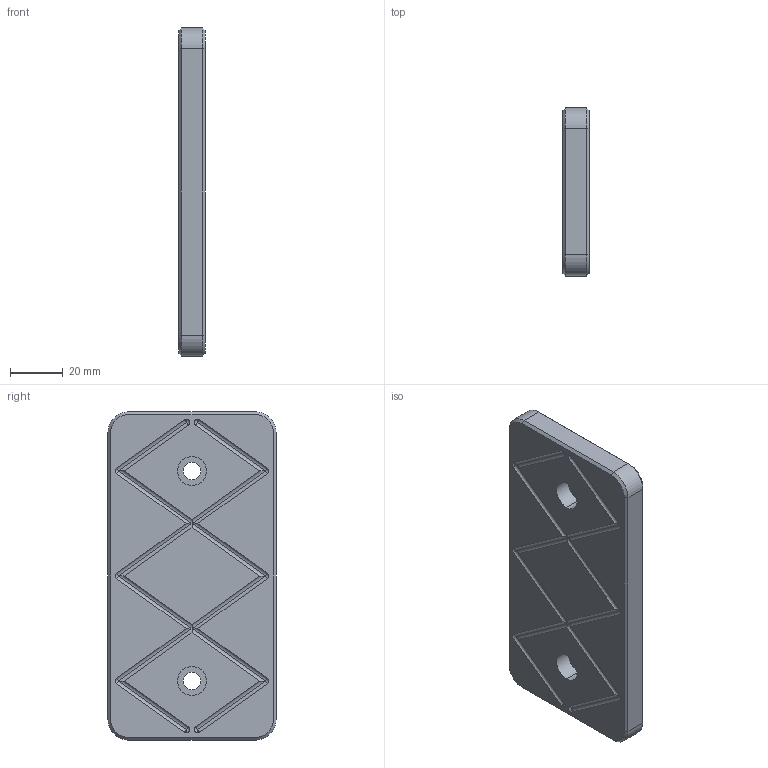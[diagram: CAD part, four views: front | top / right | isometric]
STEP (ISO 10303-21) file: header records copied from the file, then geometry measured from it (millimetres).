
FILE_DESCRIPTION(('STEP AP214'),'1');
FILE_NAME('cctmp_1F3E280D-FE2B-4FB4-9766-19A0BF0988E2_2023_08_29_08_03_08_0680_17288..stp','2023-08-29T06:03:08',('HASCO Hasenclever GmbH & Co. KG'),('CADClick - www.CADClick.com'),'Spatial InterOp 3D',' ','unknown authorization');
FILE_SCHEMA(('AUTOMOTIVE_DESIGN'));
Length unit declared in the file: millimetre
Products named in the file (1): Z557/64x125x10
Bounding box: 10 x 64 x 125 mm (x, y, z)
Volume: 77111.9 mm3; surface area: 19754.7 mm2
Topology: 1 solids, 1 shells, 75 faces, 168 edges, 98 vertices
Faces by surface type: cylinder 36, plane 17, sphere 14, cone 8
Entity records: 2702 total; most frequent: DIRECTION 404, CARTESIAN_POINT 342, ORIENTED_EDGE 336, EDGE_CURVE 168, AXIS2_PLACEMENT_3D 160, VERTEX_POINT 98, LINE 84, VECTOR 84
